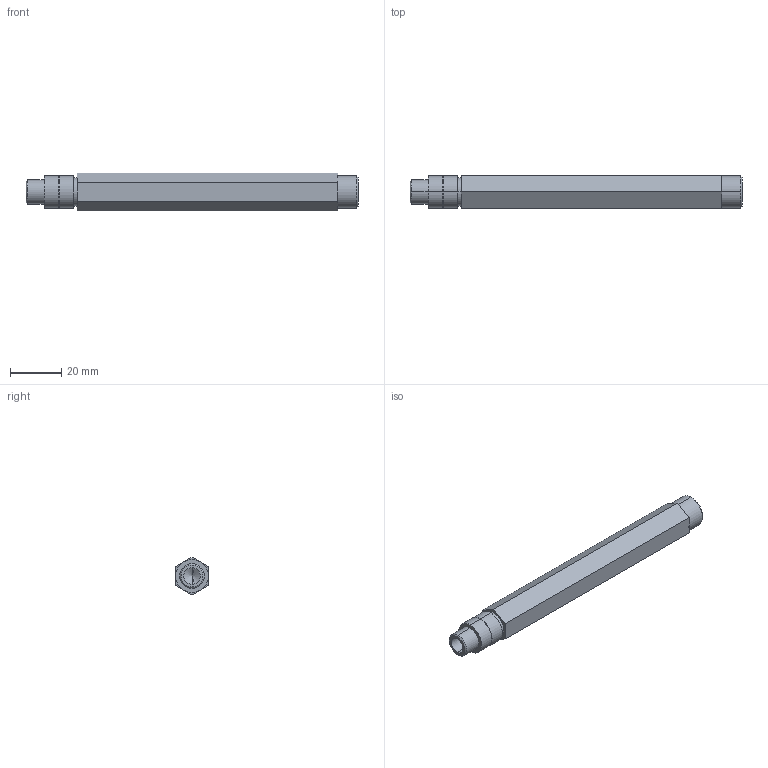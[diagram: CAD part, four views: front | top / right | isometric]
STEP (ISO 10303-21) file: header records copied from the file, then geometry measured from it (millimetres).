
FILE_DESCRIPTION (( 'STEP AP214' ), '1' );
FILE_NAME ('am-4722 ToughBox S AM14U Length Hex Output Shaft.STEP', '2025-01-07T21:06:15', ( '' ), ( '' ), 'SwSTEP 2.0', 'SolidWorks 2024', '' );
FILE_SCHEMA (( 'AUTOMOTIVE_DESIGN' ));
Length unit declared in the file: inch
Products named in the file (1): am-4722 ToughBox S AM14U Length Hex Output Shaft
Bounding box: 129.6 x 12.7 x 14.66 mm (x, y, z)
Volume: 16440.5 mm3; surface area: 6347.2 mm2
Topology: 1 solids, 1 shells, 43 faces, 94 edges, 54 vertices
Faces by surface type: plane 17, cylinder 14, cone 8, torus 4
Entity records: 1171 total; most frequent: DIRECTION 222, CARTESIAN_POINT 188, ORIENTED_EDGE 180, EDGE_CURVE 90, AXIS2_PLACEMENT_3D 88, VERTEX_POINT 54, EDGE_LOOP 48, VECTOR 46
